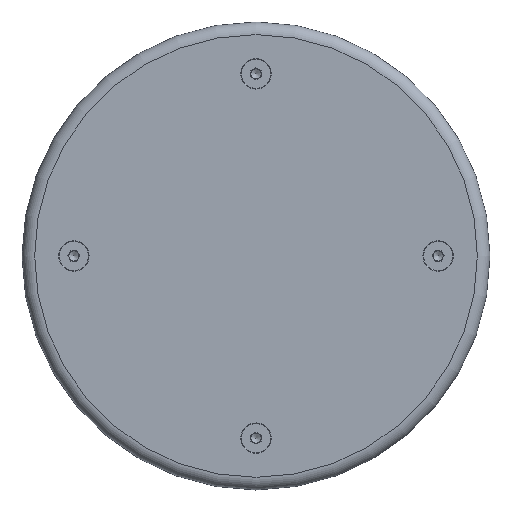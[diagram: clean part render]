
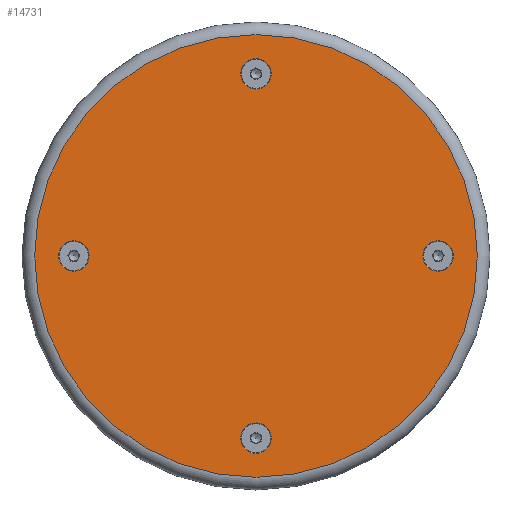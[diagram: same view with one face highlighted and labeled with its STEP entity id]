
A CAD part, top view. The second image highlights one B-rep face of the part: STEP entity #14731.
In plain terms, the highlighted planar face has unit normal (0, 0, 1).
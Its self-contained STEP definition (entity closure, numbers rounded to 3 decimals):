
#185 = CIRCLE ( 'NONE', #13258, 87.5 ) ;
#890 = DIRECTION ( 'NONE',  ( 0., 0., 1. ) ) ;
#1192 = ORIENTED_EDGE ( 'NONE', *, *, #14477, .F. ) ;
#1282 = CIRCLE ( 'NONE', #6249, 6. ) ;
#1525 = CARTESIAN_POINT ( 'NONE',  ( -72., 6., 45.5 ) ) ;
#1634 = DIRECTION ( 'NONE',  ( 0., 0., 1. ) ) ;
#1694 = EDGE_LOOP ( 'NONE', ( #13427 ) ) ;
#2643 = DIRECTION ( 'NONE',  ( 0., 1., 0. ) ) ;
#2728 = PLANE ( 'NONE',  #13934 ) ;
#3070 = VERTEX_POINT ( 'NONE', #4395 ) ;
#3198 = CARTESIAN_POINT ( 'NONE',  ( 0., -72., 45.5 ) ) ;
#3832 = DIRECTION ( 'NONE',  ( 0., 0., -1. ) ) ;
#4238 = ORIENTED_EDGE ( 'NONE', *, *, #10447, .F. ) ;
#4346 = CARTESIAN_POINT ( 'NONE',  ( 87.5, 0., 45.5 ) ) ;
#4375 = DIRECTION ( 'NONE',  ( -1., 0., 0. ) ) ;
#4395 = CARTESIAN_POINT ( 'NONE',  ( 6., 72., 45.5 ) ) ;
#4716 = CIRCLE ( 'NONE', #13036, 6. ) ;
#4933 = CARTESIAN_POINT ( 'NONE',  ( 0., 0., 45.5 ) ) ;
#5224 = VERTEX_POINT ( 'NONE', #8560 ) ;
#5319 = FACE_BOUND ( 'NONE', #12842, .T. ) ;
#5582 = AXIS2_PLACEMENT_3D ( 'NONE', #13819, #9186, #2643 ) ;
#5685 = VERTEX_POINT ( 'NONE', #4346 ) ;
#5785 = EDGE_CURVE ( 'NONE', #5685, #5685, #185, .T. ) ;
#6041 = DIRECTION ( 'NONE',  ( 0., 0., 1. ) ) ;
#6134 = ORIENTED_EDGE ( 'NONE', *, *, #9429, .F. ) ;
#6249 = AXIS2_PLACEMENT_3D ( 'NONE', #3198, #890, #4375 ) ;
#6365 = FACE_BOUND ( 'NONE', #1694, .T. ) ;
#6952 = CARTESIAN_POINT ( 'NONE',  ( 72., -6., 45.5 ) ) ;
#7266 = CARTESIAN_POINT ( 'NONE',  ( 72., 0., 45.5 ) ) ;
#7697 = DIRECTION ( 'NONE',  ( 1., 0., 0. ) ) ;
#7861 = EDGE_CURVE ( 'NONE', #10287, #10287, #4716, .T. ) ;
#8186 = EDGE_LOOP ( 'NONE', ( #12696 ) ) ;
#8357 = DIRECTION ( 'NONE',  ( -1., 0., 0. ) ) ;
#8560 = CARTESIAN_POINT ( 'NONE',  ( -6., -72., 45.5 ) ) ;
#9065 = CIRCLE ( 'NONE', #10251, 6. ) ;
#9186 = DIRECTION ( 'NONE',  ( 0., 0., 1. ) ) ;
#9429 = EDGE_CURVE ( 'NONE', #11704, #11704, #10122, .T. ) ;
#9463 = DIRECTION ( 'NONE',  ( 1., 0., 0. ) ) ;
#10058 = EDGE_LOOP ( 'NONE', ( #1192 ) ) ;
#10122 = CIRCLE ( 'NONE', #5582, 6. ) ;
#10251 = AXIS2_PLACEMENT_3D ( 'NONE', #13377, #14348, #7697 ) ;
#10287 = VERTEX_POINT ( 'NONE', #6952 ) ;
#10447 = EDGE_CURVE ( 'NONE', #5224, #5224, #1282, .T. ) ;
#10672 = FACE_BOUND ( 'NONE', #10058, .T. ) ;
#10709 = EDGE_LOOP ( 'NONE', ( #4238 ) ) ;
#10743 = CARTESIAN_POINT ( 'NONE',  ( 0., 0., 45.5 ) ) ;
#11704 = VERTEX_POINT ( 'NONE', #1525 ) ;
#12696 = ORIENTED_EDGE ( 'NONE', *, *, #5785, .T. ) ;
#12842 = EDGE_LOOP ( 'NONE', ( #6134 ) ) ;
#13016 = DIRECTION ( 'NONE',  ( 0., -1., 0. ) ) ;
#13036 = AXIS2_PLACEMENT_3D ( 'NONE', #7266, #1634, #13016 ) ;
#13144 = FACE_OUTER_BOUND ( 'NONE', #8186, .T. ) ;
#13258 = AXIS2_PLACEMENT_3D ( 'NONE', #4933, #6041, #9463 ) ;
#13377 = CARTESIAN_POINT ( 'NONE',  ( 0., 72., 45.5 ) ) ;
#13427 = ORIENTED_EDGE ( 'NONE', *, *, #7861, .F. ) ;
#13819 = CARTESIAN_POINT ( 'NONE',  ( -72., 0., 45.5 ) ) ;
#13934 = AXIS2_PLACEMENT_3D ( 'NONE', #10743, #3832, #8357 ) ;
#14260 = FACE_BOUND ( 'NONE', #10709, .T. ) ;
#14348 = DIRECTION ( 'NONE',  ( 0., 0., 1. ) ) ;
#14477 = EDGE_CURVE ( 'NONE', #3070, #3070, #9065, .T. ) ;
#14731 = ADVANCED_FACE ( 'NONE', ( #14260, #6365, #5319, #10672, #13144 ), #2728, .F. ) ;
